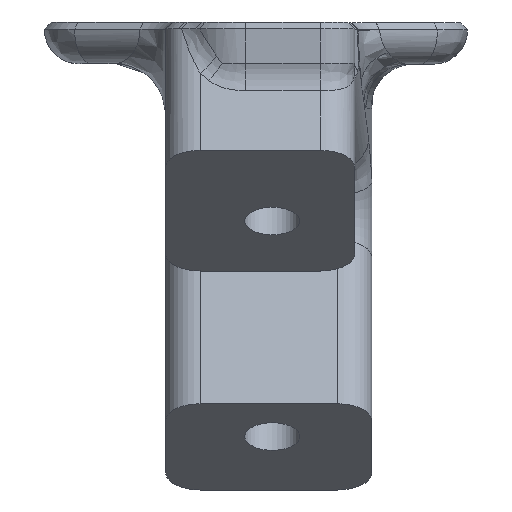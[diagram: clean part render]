
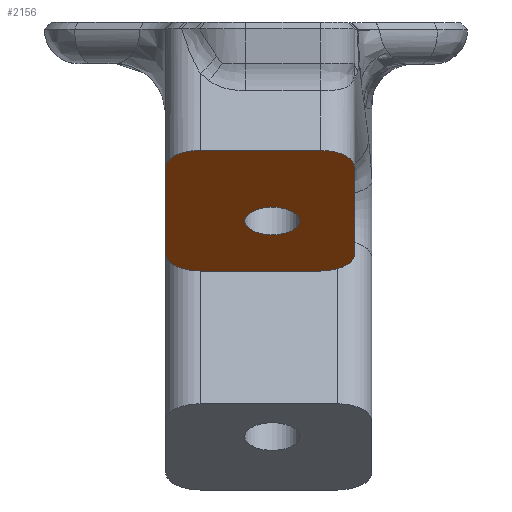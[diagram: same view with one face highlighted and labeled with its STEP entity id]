
A CAD part, top view. The second image highlights one B-rep face of the part: STEP entity #2156.
In plain terms, the highlighted planar face has unit normal (0, -0.866, 0.5).
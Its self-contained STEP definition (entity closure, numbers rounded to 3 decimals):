
#34=FACE_BOUND('',#493,.T.);
#202=CIRCLE('',#2359,2.);
#213=CIRCLE('',#2380,2.);
#214=CIRCLE('',#2381,2.);
#215=CIRCLE('',#2382,2.);
#216=CIRCLE('',#2383,1.6);
#350=FACE_OUTER_BOUND('',#492,.T.);
#492=EDGE_LOOP('',(#1817,#1818,#1819,#1820,#1821,#1822,#1823,#1824));
#493=EDGE_LOOP('',(#1825));
#688=LINE('',#4340,#823);
#699=LINE('',#4381,#834);
#700=LINE('',#4385,#835);
#701=LINE('',#4389,#836);
#823=VECTOR('',#2848,10.);
#834=VECTOR('',#2895,10.);
#835=VECTOR('',#2898,10.);
#836=VECTOR('',#2901,10.);
#1011=VERTEX_POINT('',#4330);
#1012=VERTEX_POINT('',#4332);
#1013=VERTEX_POINT('',#4339);
#1025=VERTEX_POINT('',#4380);
#1026=VERTEX_POINT('',#4382);
#1027=VERTEX_POINT('',#4384);
#1028=VERTEX_POINT('',#4386);
#1029=VERTEX_POINT('',#4388);
#1030=VERTEX_POINT('',#4391);
#1287=EDGE_CURVE('',#1011,#1012,#202,.T.);
#1291=EDGE_CURVE('',#1013,#1012,#688,.T.);
#1312=EDGE_CURVE('',#1025,#1011,#699,.T.);
#1313=EDGE_CURVE('',#1026,#1025,#213,.T.);
#1314=EDGE_CURVE('',#1027,#1026,#700,.T.);
#1315=EDGE_CURVE('',#1028,#1027,#214,.T.);
#1316=EDGE_CURVE('',#1028,#1029,#701,.T.);
#1317=EDGE_CURVE('',#1013,#1029,#215,.T.);
#1318=EDGE_CURVE('',#1030,#1030,#216,.T.);
#1817=ORIENTED_EDGE('',*,*,#1287,.F.);
#1818=ORIENTED_EDGE('',*,*,#1312,.F.);
#1819=ORIENTED_EDGE('',*,*,#1313,.F.);
#1820=ORIENTED_EDGE('',*,*,#1314,.F.);
#1821=ORIENTED_EDGE('',*,*,#1315,.F.);
#1822=ORIENTED_EDGE('',*,*,#1316,.T.);
#1823=ORIENTED_EDGE('',*,*,#1317,.F.);
#1824=ORIENTED_EDGE('',*,*,#1291,.T.);
#1825=ORIENTED_EDGE('',*,*,#1318,.F.);
#2055=PLANE('',#2379);
#2156=ADVANCED_FACE('',(#350,#34),#2055,.F.);
#2359=AXIS2_PLACEMENT_3D('',#4333,#2839,#2840);
#2379=AXIS2_PLACEMENT_3D('',#4379,#2893,#2894);
#2380=AXIS2_PLACEMENT_3D('',#4383,#2896,#2897);
#2381=AXIS2_PLACEMENT_3D('',#4387,#2899,#2900);
#2382=AXIS2_PLACEMENT_3D('',#4390,#2902,#2903);
#2383=AXIS2_PLACEMENT_3D('',#4392,#2904,#2905);
#2839=DIRECTION('center_axis',(0.,0.866,
-0.5));
#2840=DIRECTION('ref_axis',(0.707,0.354,0.612));
#2848=DIRECTION('',(0.,0.5,0.866));
#2893=DIRECTION('center_axis',(0.,0.866,
-0.5));
#2894=DIRECTION('ref_axis',(-1.,0.,0.));
#2895=DIRECTION('',(1.,0.,0.));
#2896=DIRECTION('center_axis',(0.,0.866,
-0.5));
#2897=DIRECTION('ref_axis',(-1.,0.,0.));
#2898=DIRECTION('',(0.,0.5,0.866));
#2899=DIRECTION('center_axis',(0.,0.866,
-0.5));
#2900=DIRECTION('ref_axis',(-0.707,-0.354,-0.612));
#2901=DIRECTION('',(1.,0.,0.));
#2902=DIRECTION('center_axis',(0.,0.866,
-0.5));
#2903=DIRECTION('ref_axis',(0.707,-0.354,-0.612));
#2904=DIRECTION('center_axis',(0.,-0.866,
0.5));
#2905=DIRECTION('ref_axis',(-1.,0.,0.));
#4330=CARTESIAN_POINT('',(125.718,-127.979,41.189));
#4332=CARTESIAN_POINT('',(127.718,-128.979,39.457));
#4333=CARTESIAN_POINT('Origin',(125.718,-128.979,39.457));
#4339=CARTESIAN_POINT('',(127.718,-133.979,30.797));
#4340=CARTESIAN_POINT('',(127.718,-134.979,29.065));
#4379=CARTESIAN_POINT('Origin',(122.218,-131.479,35.127));
#4380=CARTESIAN_POINT('',(118.718,-127.979,41.189));
#4381=CARTESIAN_POINT('',(118.718,-127.979,41.189));
#4382=CARTESIAN_POINT('',(116.718,-128.979,39.457));
#4383=CARTESIAN_POINT('Origin',(118.718,-128.979,39.457));
#4384=CARTESIAN_POINT('',(116.718,-133.979,30.797));
#4385=CARTESIAN_POINT('',(116.718,-146.679,8.8));
#4386=CARTESIAN_POINT('',(118.718,-134.979,29.065));
#4387=CARTESIAN_POINT('Origin',(118.718,-133.979,30.797));
#4388=CARTESIAN_POINT('',(125.718,-134.979,29.065));
#4389=CARTESIAN_POINT('',(116.718,-134.979,29.065));
#4390=CARTESIAN_POINT('Origin',(125.718,-133.979,30.797));
#4391=CARTESIAN_POINT('',(124.518,-132.079,34.087));
#4392=CARTESIAN_POINT('Origin',(122.918,-132.079,34.087));
